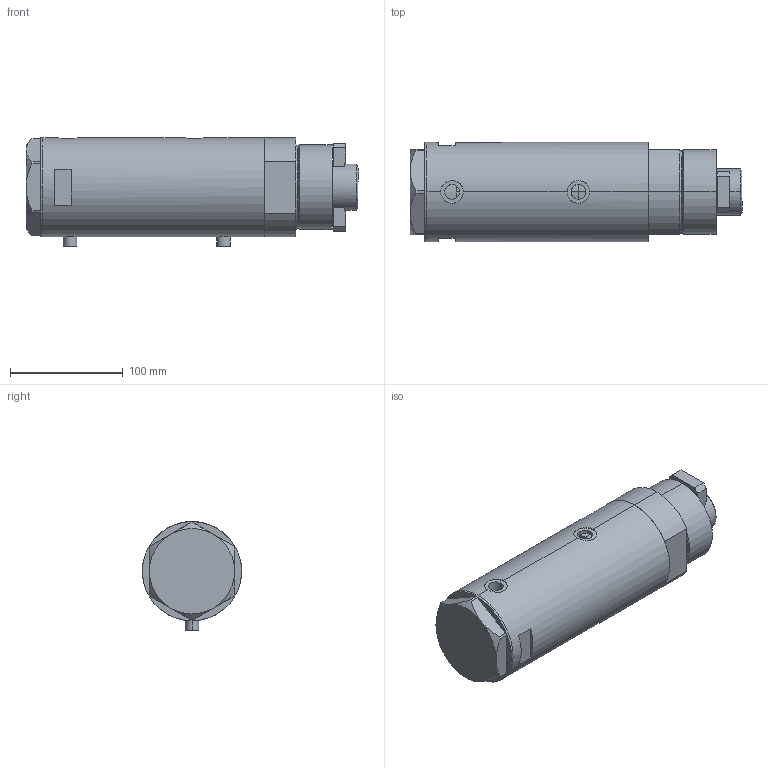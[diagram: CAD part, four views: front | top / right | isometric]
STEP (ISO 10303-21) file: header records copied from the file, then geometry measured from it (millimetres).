
FILE_DESCRIPTION (( 'STEP AP203' ), '1' );
FILE_NAME ('9be2.STEP', '2024-02-12T01:16:30', ( '' ), ( '' ), 'SwSTEP 2.0', 'SolidWorks 2019', '' );
FILE_SCHEMA (( 'CONFIG_CONTROL_DESIGN' ));
Length unit declared in the file: millimetre
Products named in the file (6): 9be2; V270CG_BACK c7769bfc5a3a47231f85aca24e58bb49; V270CG_MIDDLE c7769bfc5a3a47231f85aca24e58bb49; V270CG_RF211D c7769bfc5a3a47231f85aca24e58bb49; V270CG_FRONT c7769bfc5a3a47231f85aca24e58bb49; V270CG_VC c7769bfc5a3a47231f85aca24e58bb49
Assembly tree (6 placements, depth 2):
  9be2
    V270CG_MIDDLE c7769bfc5a3a47231f85aca24e58bb49
    V270CG_BACK c7769bfc5a3a47231f85aca24e58bb49
    V270CG_FRONT c7769bfc5a3a47231f85aca24e58bb49
    V270CG_VC c7769bfc5a3a47231f85aca24e58bb49
    V270CG_RF211D c7769bfc5a3a47231f85aca24e58bb49  x2
Bounding box: 294.3 x 88 x 96.5 mm (x, y, z)
Volume: 1544660.9 mm3; surface area: 228068.7 mm2
Topology: 6 solids, 6 shells, 161 faces, 373 edges, 233 vertices
Faces by surface type: plane 76, cylinder 65, cone 16, torus 4
Entity records: 5265 total; most frequent: CARTESIAN_POINT 1348, DIRECTION 727, ORIENTED_EDGE 646, EDGE_CURVE 323, AXIS2_PLACEMENT_3D 288, VERTEX_POINT 201, EDGE_LOOP 162, LINE 151
